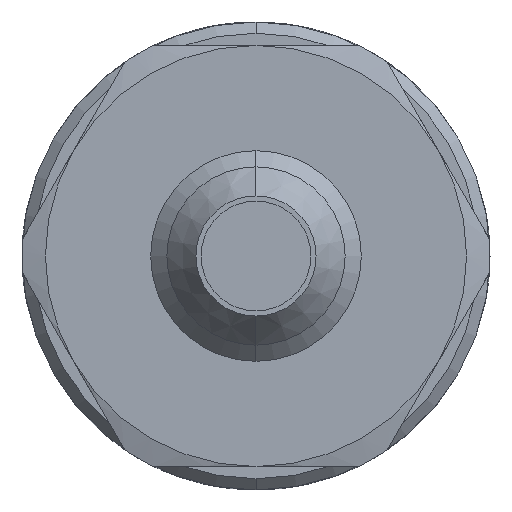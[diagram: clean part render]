
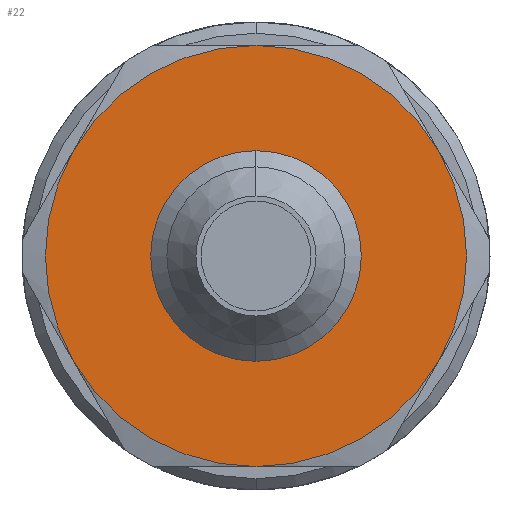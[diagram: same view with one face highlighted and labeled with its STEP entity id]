
A CAD part, left-side view. The second image highlights one B-rep face of the part: STEP entity #22.
In plain terms, the highlighted planar face has unit normal (-1, 0, 0).
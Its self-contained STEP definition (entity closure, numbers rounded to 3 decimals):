
#22 = ADVANCED_FACE ( 'NONE', ( #7711, #5169 ), #4241, .F. ) ;
#54 = CIRCLE ( 'NONE', #3872, 14.288 ) ;
#72 = AXIS2_PLACEMENT_3D ( 'NONE', #4512, #9490, #5347 ) ;
#96 = CARTESIAN_POINT ( 'NONE',  ( 14.122, 80.277, 0. ) ) ;
#136 = ORIENTED_EDGE ( 'NONE', *, *, #5538, .T. ) ;
#333 = DIRECTION ( 'NONE',  ( 1., 0., 0. ) ) ;
#379 = DIRECTION ( 'NONE',  ( 0., 0., -1. ) ) ;
#439 = AXIS2_PLACEMENT_3D ( 'NONE', #10172, #333, #379 ) ;
#456 = CARTESIAN_POINT ( 'NONE',  ( 14.122, 80.277, 14.288 ) ) ;
#616 = CIRCLE ( 'NONE', #9230, 14.288 ) ;
#1273 = CIRCLE ( 'NONE', #10450, 6.896 ) ;
#1384 = VERTEX_POINT ( 'NONE', #2790 ) ;
#1529 = CIRCLE ( 'NONE', #8211, 14.288 ) ;
#1635 = CARTESIAN_POINT ( 'NONE',  ( 14.122, 67.903, -7.144 ) ) ;
#1830 = EDGE_CURVE ( 'NONE', #6115, #4806, #3268, .T. ) ;
#2384 = DIRECTION ( 'NONE',  ( 0., 0., -1. ) ) ;
#2658 = ORIENTED_EDGE ( 'NONE', *, *, #8791, .F. ) ;
#2790 = CARTESIAN_POINT ( 'NONE',  ( 14.122, 80.277, 6.896 ) ) ;
#2824 = DIRECTION ( 'NONE',  ( 1., 0., 0. ) ) ;
#2825 = DIRECTION ( 'NONE',  ( 0., 0., -1. ) ) ;
#2927 = ORIENTED_EDGE ( 'NONE', *, *, #10626, .F. ) ;
#3099 = AXIS2_PLACEMENT_3D ( 'NONE', #96, #3476, #6056 ) ;
#3268 = CIRCLE ( 'NONE', #3099, 14.288 ) ;
#3278 = CARTESIAN_POINT ( 'NONE',  ( 14.122, 80.277, -14.287 ) ) ;
#3473 = DIRECTION ( 'NONE',  ( 1., 0., 0. ) ) ;
#3476 = DIRECTION ( 'NONE',  ( 1., 0., 0. ) ) ;
#3556 = AXIS2_PLACEMENT_3D ( 'NONE', #7929, #8758, #2825 ) ;
#3567 = CARTESIAN_POINT ( 'NONE',  ( 14.122, 80.277, 0. ) ) ;
#3604 = EDGE_LOOP ( 'NONE', ( #4171, #2927, #6794, #7478, #2658, #4550 ) ) ;
#3736 = CARTESIAN_POINT ( 'NONE',  ( 14.122, 80.277, 0. ) ) ;
#3872 = AXIS2_PLACEMENT_3D ( 'NONE', #4390, #3473, #10247 ) ;
#4171 = ORIENTED_EDGE ( 'NONE', *, *, #1830, .F. ) ;
#4190 = CIRCLE ( 'NONE', #72, 14.288 ) ;
#4241 = PLANE ( 'NONE',  #439 ) ;
#4390 = CARTESIAN_POINT ( 'NONE',  ( 14.122, 80.277, 0. ) ) ;
#4502 = DIRECTION ( 'NONE',  ( 1., 0., 0. ) ) ;
#4512 = CARTESIAN_POINT ( 'NONE',  ( 14.122, 80.277, 0. ) ) ;
#4550 = ORIENTED_EDGE ( 'NONE', *, *, #6789, .F. ) ;
#4725 = VERTEX_POINT ( 'NONE', #1635 ) ;
#4806 = VERTEX_POINT ( 'NONE', #7004 ) ;
#5169 = FACE_BOUND ( 'NONE', #6769, .T. ) ;
#5347 = DIRECTION ( 'NONE',  ( 0., 0., -1. ) ) ;
#5538 = EDGE_CURVE ( 'NONE', #6927, #1384, #7563, .T. ) ;
#5705 = ORIENTED_EDGE ( 'NONE', *, *, #7276, .T. ) ;
#5769 = DIRECTION ( 'NONE',  ( 1., 0., 0. ) ) ;
#5884 = AXIS2_PLACEMENT_3D ( 'NONE', #3567, #2824, #7926 ) ;
#6005 = VERTEX_POINT ( 'NONE', #456 ) ;
#6056 = DIRECTION ( 'NONE',  ( 0., 0., -1. ) ) ;
#6115 = VERTEX_POINT ( 'NONE', #3278 ) ;
#6463 = CARTESIAN_POINT ( 'NONE',  ( 14.122, 80.277, -6.896 ) ) ;
#6518 = EDGE_CURVE ( 'NONE', #7040, #4725, #616, .T. ) ;
#6769 = EDGE_LOOP ( 'NONE', ( #136, #5705 ) ) ;
#6789 = EDGE_CURVE ( 'NONE', #4806, #8662, #4190, .T. ) ;
#6794 = ORIENTED_EDGE ( 'NONE', *, *, #6518, .F. ) ;
#6927 = VERTEX_POINT ( 'NONE', #6463 ) ;
#6968 = CIRCLE ( 'NONE', #5884, 14.288 ) ;
#7004 = CARTESIAN_POINT ( 'NONE',  ( 14.122, 92.65, -7.144 ) ) ;
#7040 = VERTEX_POINT ( 'NONE', #7545 ) ;
#7276 = EDGE_CURVE ( 'NONE', #1384, #6927, #1273, .T. ) ;
#7478 = ORIENTED_EDGE ( 'NONE', *, *, #8100, .F. ) ;
#7523 = CARTESIAN_POINT ( 'NONE',  ( 14.122, 92.65, 7.144 ) ) ;
#7545 = CARTESIAN_POINT ( 'NONE',  ( 14.122, 67.903, 7.144 ) ) ;
#7563 = CIRCLE ( 'NONE', #3556, 6.896 ) ;
#7711 = FACE_OUTER_BOUND ( 'NONE', #3604, .T. ) ;
#7926 = DIRECTION ( 'NONE',  ( 0., 0., -1. ) ) ;
#7929 = CARTESIAN_POINT ( 'NONE',  ( 14.122, 80.277, 0. ) ) ;
#8100 = EDGE_CURVE ( 'NONE', #6005, #7040, #1529, .T. ) ;
#8211 = AXIS2_PLACEMENT_3D ( 'NONE', #9580, #4502, #10470 ) ;
#8662 = VERTEX_POINT ( 'NONE', #7523 ) ;
#8758 = DIRECTION ( 'NONE',  ( 1., 0., 0. ) ) ;
#8791 = EDGE_CURVE ( 'NONE', #8662, #6005, #54, .T. ) ;
#8912 = DIRECTION ( 'NONE',  ( 0., 0., -1. ) ) ;
#9230 = AXIS2_PLACEMENT_3D ( 'NONE', #10801, #5769, #2384 ) ;
#9490 = DIRECTION ( 'NONE',  ( 1., 0., 0. ) ) ;
#9580 = CARTESIAN_POINT ( 'NONE',  ( 14.122, 80.277, 0. ) ) ;
#9834 = DIRECTION ( 'NONE',  ( 1., 0., 0. ) ) ;
#10172 = CARTESIAN_POINT ( 'NONE',  ( 14.122, 0., 0. ) ) ;
#10247 = DIRECTION ( 'NONE',  ( 0., 0., -1. ) ) ;
#10450 = AXIS2_PLACEMENT_3D ( 'NONE', #3736, #9834, #8912 ) ;
#10470 = DIRECTION ( 'NONE',  ( 0., 0., -1. ) ) ;
#10626 = EDGE_CURVE ( 'NONE', #4725, #6115, #6968, .T. ) ;
#10801 = CARTESIAN_POINT ( 'NONE',  ( 14.122, 80.277, 0. ) ) ;
